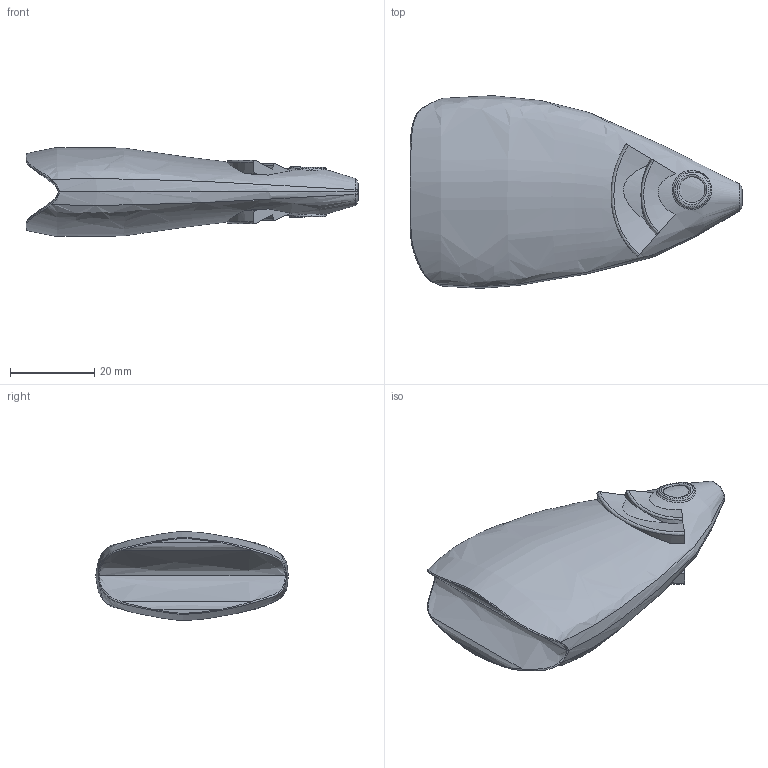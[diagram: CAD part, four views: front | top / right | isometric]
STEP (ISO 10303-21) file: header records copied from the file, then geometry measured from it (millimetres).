
FILE_DESCRIPTION(/* description */ ('Alibre Inc.'),/* implementation_level */ '2;1');
FILE_NAME(/* name */ 'export-C6FCD21B-A84E-4D1F-86A5-F59ED7E3E568',/* time_stamp */ '2022-08-29T17:04:21-05:00',/* author */ (''),/* organization */ (''),/* preprocessor_version */ 'ST-DEVELOPER v17',/* originating_system */ 'Alibre',/* authorisation */ '');
FILE_SCHEMA (('CONFIG_CONTROL_DESIGN'));
Length unit declared in the file: centimetre
Bounding box: 78.84 x 45.75 x 21.13 mm (x, y, z)
Volume: 35678.1 mm3; surface area: 7741 mm2
Topology: 1 solids, 1 shells, 59 faces, 144 edges, 93 vertices
Faces by surface type: bspline 52, plane 7
Entity records: 37382 total; most frequent: CARTESIAN_POINT 36240, ORIENTED_EDGE 288, EDGE_CURVE 144, VERTEX_POINT 93, B_SPLINE_CURVE_WITH_KNOTS 91, DIRECTION 82, EDGE_LOOP 65, FACE_BOUND 65
